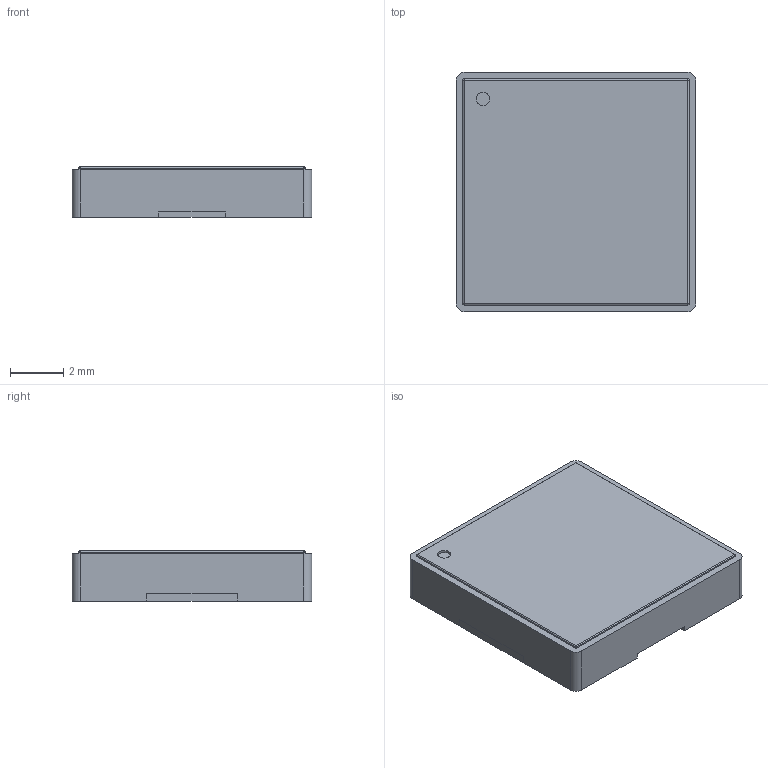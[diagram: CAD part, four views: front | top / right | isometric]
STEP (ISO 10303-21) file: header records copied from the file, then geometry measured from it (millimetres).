
FILE_DESCRIPTION(/* description */ ('model of Buzzer_Murata_PKMCS0909E4000-R1'),/* implementation_level */ '2;1');
FILE_NAME(/* name */ 'Buzzer_Murata_PKMCS0909E4000-R1.step',/* time_stamp */ '2018-11-19T23:46:30',/* author */ ('kicad StepUp','ksu'),/* organization */ ('FreeCAD'),/* preprocessor_version */ 'OCC',/* originating_system */ 'kicad StepUp',/* authorisation */ '');
FILE_SCHEMA(('AUTOMOTIVE_DESIGN { 1 0 10303 214 1 1 1 1 }'));
Length unit declared in the file: millimetre
Products named in the file (1): Buzzer_Murata_PKMCS0909E4000_R1
Bounding box: 9 x 9 x 1.9 mm (x, y, z)
Volume: 151.8 mm3; surface area: 229.3 mm2
Topology: 1 solids, 1 shells, 41 faces, 107 edges, 66 vertices
Faces by surface type: plane 24, cylinder 13, sphere 4
Full cylindrical faces by diameter (mm): 0.5 x1
Entity records: 857 total; most frequent: ORIENTED_EDGE 158, EDGE_CURVE 103, CARTESIAN_POINT 102, LINE 73, VERTEX_POINT 66, AXIS2_PLACEMENT_3D 63, FACE_BOUND 43, EDGE_LOOP 43
